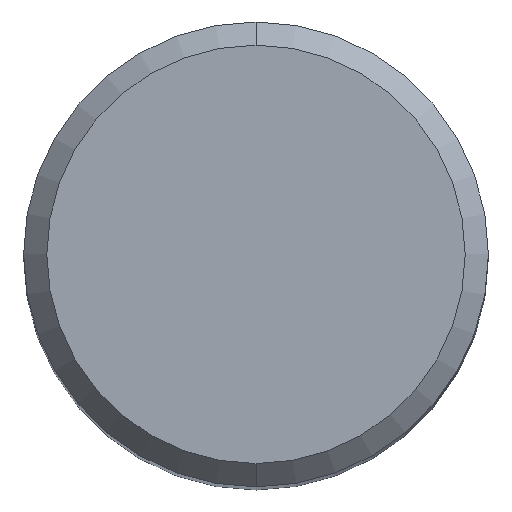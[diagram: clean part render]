
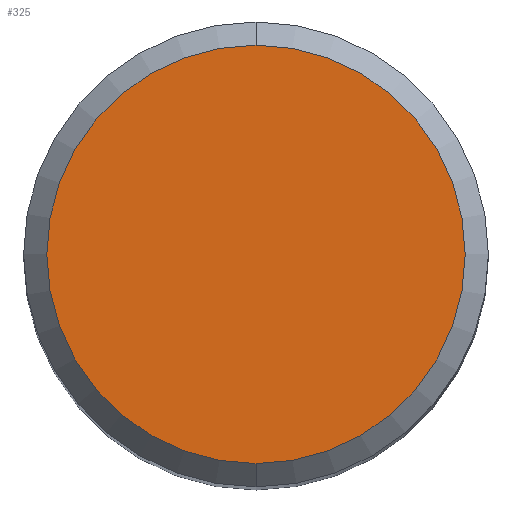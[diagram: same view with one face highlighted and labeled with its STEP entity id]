
A CAD part, top view. The second image highlights one B-rep face of the part: STEP entity #325.
In plain terms, the highlighted planar face has unit normal (0, 0, 1).
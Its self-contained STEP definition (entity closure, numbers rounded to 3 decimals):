
#203=VERTEX_POINT('',#498);
#219=VERTEX_POINT('',#515);
#325=ADVANCED_FACE('',(#633),#634,.T.);
#329=EDGE_CURVE('',#203,#219,#638,.T.);
#419=EDGE_CURVE('',#219,#203,#736,.T.);
#498=CARTESIAN_POINT('',(0.0,4.5,0.0));
#515=CARTESIAN_POINT('',(0.,-4.5,0.0));
#633=FACE_OUTER_BOUND('',#1113,.T.);
#634=PLANE('',#1114);
#638=CIRCLE('',#1118,4.5);
#736=CIRCLE('',#1357,4.5);
#1113=EDGE_LOOP('',(#1609,#1610));
#1114=AXIS2_PLACEMENT_3D('',#1611,#1612,#1613);
#1118=AXIS2_PLACEMENT_3D('',#1615,#1616,#1617);
#1357=AXIS2_PLACEMENT_3D('',#1726,#1727,#1728);
#1609=ORIENTED_EDGE('',*,*,#329,.F.);
#1610=ORIENTED_EDGE('',*,*,#419,.F.);
#1611=CARTESIAN_POINT('',(0.0,2.25,0.0));
#1612=DIRECTION('',(-0.0,0.0,1.0));
#1613=DIRECTION('',(0.0,-1.0,0.0));
#1615=CARTESIAN_POINT('',(0.0,0.0,0.0));
#1616=DIRECTION('',(0.0,0.0,-1.0));
#1617=DIRECTION('',(0.0,1.0,0.0));
#1726=CARTESIAN_POINT('',(0.0,0.0,0.0));
#1727=DIRECTION('',(0.0,0.0,-1.0));
#1728=DIRECTION('',(0.0,1.0,0.0));
